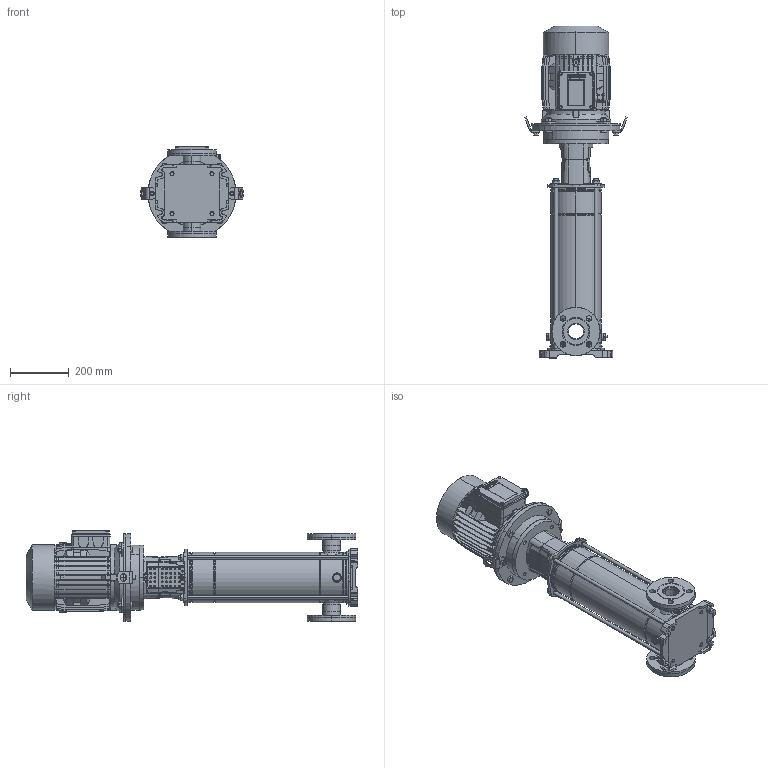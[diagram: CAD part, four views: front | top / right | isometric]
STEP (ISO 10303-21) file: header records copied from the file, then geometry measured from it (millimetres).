
FILE_DESCRIPTION (( 'STEP AP214' ), '1' );
FILE_NAME ('10007617swa01.step', '2021-09-22T13:24:58', ( '' ), ( '' ), 'SwSTEP 2.0', 'SolidWorks 2020', '' );
FILE_SCHEMA (( 'AUTOMOTIVE_DESIGN' ));
Length unit declared in the file: millimetre
Products named in the file (23): 10007670swn00_M25x1.5; 10000006swn00_M14 A2-70; 10007576swa00_M112; 3.92.277swp01_MXV 50-1508-50-2008 Sempl.; 4.92.204swp02_VERSIONE MACCHINA UTENSILE; 4.92.223swp03_M14 X 600; 3.92.248swp01_3_92_248_Sempl.; 10007617swa01; 4.92.211swp01; 10007434swp00_112 ORIZ; 3.92.270swp01_3.92.270 Semplificato; 10000033swn00_M10x14 A2; 3.92.244swp01_Semplificato; 10007542swa00; 10000022swn00_M12x45 UNI 5737 6.8; 4.92.222swp04_DN50 semplificato; 10007431swp00_Flangia mot. 132; 10000005swn00_M12 õ; 4.92.212swp01; 10007671swn00_M25x1,5; 10007568swp00_M112 B5-De300; 4.92.226swp02; 4.92.027swp03_4_92_027_AISI304
Assembly tree (39 placements, depth 3):
  10007617swa01
    10007576swa00_M112
      10007568swp00_M112 B5-De300
      10007434swp00_112 ORIZ
      10007670swn00_M25x1.5
      10007671swn00_M25x1,5
    10007542swa00
      3.92.244swp01_Semplificato
      3.92.277swp01_MXV 50-1508-50-2008 Sempl.
      3.92.248swp01_3_92_248_Sempl.
      4.92.223swp03_M14 X 600  x4
      10007431swp00_Flangia mot. 132
      4.92.027swp03_4_92_027_AISI304
      10000006swn00_M14 A2-70  x4
      3.92.270swp01_3.92.270 Semplificato
      4.92.204swp02_VERSIONE MACCHINA UTENSILE  x2
      4.92.222swp04_DN50 semplificato  x2
      4.92.212swp01
      4.92.226swp02  x2
      4.92.211swp01  x2
      10000033swn00_M10x14 A2  x2
    10000022swn00_M12x45 UNI 5737 6.8  x4
    10000005swn00_M12 õ  x4
Bounding box: 348.62 x 1129.1 x 310.7 mm (x, y, z)
Volume: 30723129.7 mm3; surface area: 2185413 mm2
Topology: 42 solids, 45 shells, 3477 faces, 8870 edges, 5663 vertices
Faces by surface type: plane 1579, cylinder 812, cone 669, bspline 284, torus 133
Entity records: 96716 total; most frequent: CARTESIAN_POINT 25993, ORIENTED_EDGE 14666, DIRECTION 13666, EDGE_CURVE 7333, AXIS2_PLACEMENT_3D 4785, VERTEX_POINT 4725, LINE 4096, VECTOR 4096
